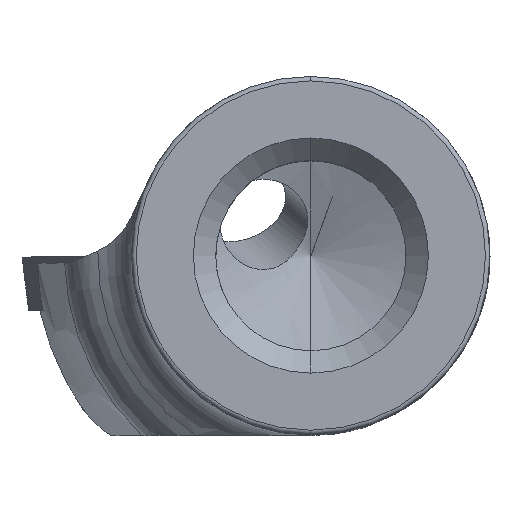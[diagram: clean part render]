
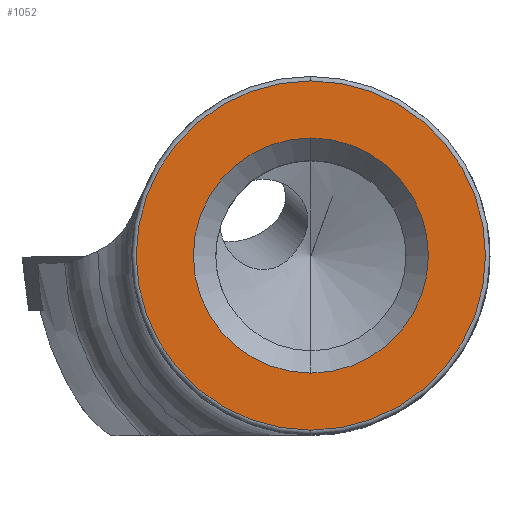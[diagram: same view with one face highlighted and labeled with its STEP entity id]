
A CAD part, top view. The second image highlights one B-rep face of the part: STEP entity #1052.
In plain terms, the highlighted planar face has unit normal (0, 0, 1).
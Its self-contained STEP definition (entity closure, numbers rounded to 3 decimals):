
#664=EDGE_CURVE('NONE',#726,#902,#1914,.F.);
#726=VERTEX_POINT('NONE',#1981);
#812=EDGE_CURVE('NONE',#1326,#1850,#2076,.T.);
#844=EDGE_CURVE('NONE',#1850,#1326,#2112,.T.);
#902=VERTEX_POINT('NONE',#2177);
#904=EDGE_CURVE('NONE',#902,#726,#2179,.T.);
#1052=ADVANCED_FACE('NONE',(#2348,#2349),#2350,.T.);
#1326=VERTEX_POINT('NONE',#2646);
#1850=VERTEX_POINT('NONE',#3227);
#1914=CIRCLE('',#3306,5.25);
#1981=CARTESIAN_POINT('',(0.,5.25,0.));
#2076=CIRCLE('',#3601,7.8);
#2112=CIRCLE('',#3678,7.8);
#2177=CARTESIAN_POINT('',(0.0,-5.25,0.0));
#2179=CIRCLE('',#3774,5.25);
#2348=FACE_OUTER_BOUND('',#4460,.T.);
#2349=FACE_BOUND('',#4461,.T.);
#2350=PLANE('',#4462);
#2646=CARTESIAN_POINT('',(0.,7.8,0.));
#3227=CARTESIAN_POINT('',(0.0,-7.8,0.0));
#3306=AXIS2_PLACEMENT_3D('',#6281,#6282,#6283);
#3601=AXIS2_PLACEMENT_3D('',#6458,#6459,#6460);
#3678=AXIS2_PLACEMENT_3D('',#6504,#6505,#6506);
#3774=AXIS2_PLACEMENT_3D('',#6588,#6589,#6590);
#4460=EDGE_LOOP('',(#6846,#6847));
#4461=EDGE_LOOP('',(#6848,#6849));
#4462=AXIS2_PLACEMENT_3D('',#6850,#6851,#6852);
#6281=CARTESIAN_POINT('',(0.0,0.0,0.0));
#6282=DIRECTION('',(0.,0.0,1.0));
#6283=DIRECTION('',(0.0,-1.0,0.0));
#6458=CARTESIAN_POINT('',(0.0,0.0,0.0));
#6459=DIRECTION('',(0.,-0.0,1.0));
#6460=DIRECTION('',(0.0,1.0,0.0));
#6504=CARTESIAN_POINT('',(0.0,0.0,0.0));
#6505=DIRECTION('',(0.,-0.0,1.0));
#6506=DIRECTION('',(0.0,1.0,0.0));
#6588=CARTESIAN_POINT('',(0.0,0.0,0.0));
#6589=DIRECTION('',(0.,-0.0,-1.0));
#6590=DIRECTION('',(0.0,-1.0,0.0));
#6846=ORIENTED_EDGE('',*,*,#844,.T.);
#6847=ORIENTED_EDGE('',*,*,#812,.T.);
#6848=ORIENTED_EDGE('',*,*,#904,.T.);
#6849=ORIENTED_EDGE('',*,*,#664,.T.);
#6850=CARTESIAN_POINT('',(0.0,0.0,0.0));
#6851=DIRECTION('',(0.,0.0,1.0));
#6852=DIRECTION('',(0.0,-1.0,0.0));
